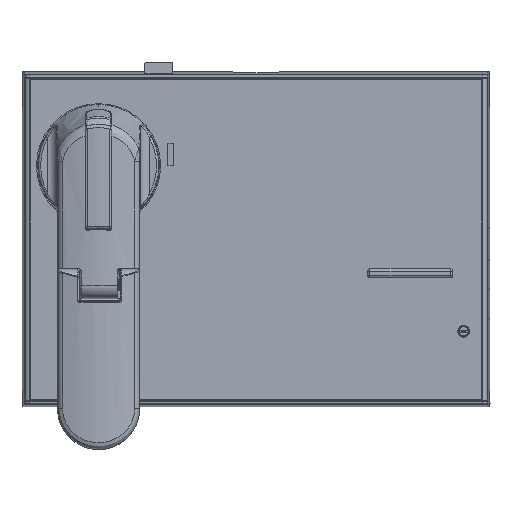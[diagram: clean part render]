
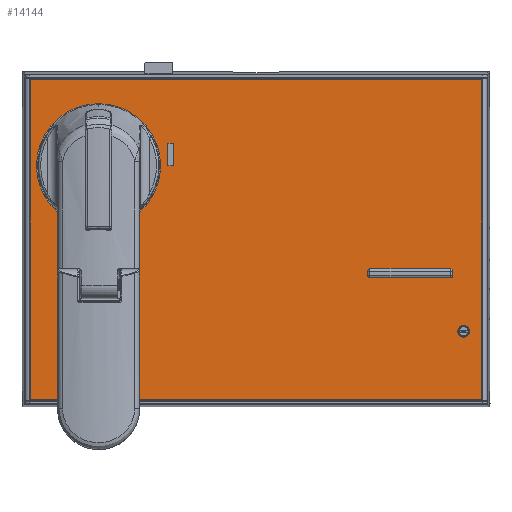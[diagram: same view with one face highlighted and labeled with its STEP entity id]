
A CAD part, left-side view. The second image highlights one B-rep face of the part: STEP entity #14144.
In plain terms, the highlighted planar face has unit normal (-1, 0, 0).
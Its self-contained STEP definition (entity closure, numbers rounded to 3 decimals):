
#1268=DIRECTION('',(0.,0.,1.));
#1269=VECTOR('',#1268,143.);
#1270=CARTESIAN_POINT('',(-97.2,101.,
-41.55));
#1271=LINE('',#1270,#1269);
#1272=DIRECTION('',(0.,-1.,0.));
#1273=VECTOR('',#1272,202.);
#1274=CARTESIAN_POINT('',(-97.2,101.,101.45));
#1275=LINE('',#1274,#1273);
#1276=DIRECTION('',(0.,0.,-1.));
#1277=VECTOR('',#1276,143.);
#1278=CARTESIAN_POINT('',(-97.2,-101.,
101.45));
#1279=LINE('',#1278,#1277);
#1280=DIRECTION('',(0.,1.,0.));
#1281=VECTOR('',#1280,202.);
#1282=CARTESIAN_POINT('',(-97.2,-101.,
-41.55));
#1283=LINE('',#1282,#1281);
#1284=CARTESIAN_POINT('',(-97.2,-87.,
13.8));
#1285=DIRECTION('',(-1.,0.,0.));
#1286=DIRECTION('',(0.,0.,-1.));
#1287=AXIS2_PLACEMENT_3D('',#1284,#1285,#1286);
#1289=CARTESIAN_POINT('',(-97.2,-87.,
15.8));
#1290=DIRECTION('',(-1.,0.,0.));
#1291=DIRECTION('',(0.,-1.,0.));
#1292=AXIS2_PLACEMENT_3D('',#1289,#1290,#1291);
#1294=CARTESIAN_POINT('',(-97.2,-51.,
15.8));
#1295=DIRECTION('',(-1.,0.,0.));
#1296=DIRECTION('',(0.,0.,1.));
#1297=AXIS2_PLACEMENT_3D('',#1294,#1295,#1296);
#1299=CARTESIAN_POINT('',(-97.2,-51.,
13.8));
#1300=DIRECTION('',(-1.,0.,0.));
#1301=DIRECTION('',(0.,1.,0.));
#1302=AXIS2_PLACEMENT_3D('',#1299,#1300,#1301);
#1304=CARTESIAN_POINT('',(-97.2,-93.,
-11.1));
#1305=DIRECTION('',(-1.,0.,0.));
#1306=DIRECTION('',(0.,1.,0.));
#1307=AXIS2_PLACEMENT_3D('',#1304,#1305,#1306);
#1309=CARTESIAN_POINT('',(-97.2,-93.,
-11.1));
#1310=DIRECTION('',(-1.,0.,0.));
#1311=DIRECTION('',(0.,-1.,0.));
#1312=AXIS2_PLACEMENT_3D('',#1309,#1310,#1311);
#1314=CARTESIAN_POINT('',(-97.2,70.5,63.));
#1315=DIRECTION('',(-1.,0.,0.));
#1316=DIRECTION('',(0.,1.,0.));
#1317=AXIS2_PLACEMENT_3D('',#1314,#1315,#1316);
#1319=CARTESIAN_POINT('',(-97.2,70.5,63.));
#1320=DIRECTION('',(-1.,0.,0.));
#1321=DIRECTION('',(0.,-1.,0.));
#1322=AXIS2_PLACEMENT_3D('',#1319,#1320,#1321);
#1324=DIRECTION('',(0.,1.,0.));
#1325=VECTOR('',#1324,36.);
#1326=CARTESIAN_POINT('',(-97.2,-87.,
12.8));
#1327=LINE('',#1326,#1325);
#1332=DIRECTION('',(0.,0.,1.));
#1333=VECTOR('',#1332,2.);
#1334=CARTESIAN_POINT('',(-97.2,-50.,
13.8));
#1335=LINE('',#1334,#1333);
#1344=DIRECTION('',(0.,-1.,0.));
#1345=VECTOR('',#1344,36.);
#1346=CARTESIAN_POINT('',(-97.2,-51.,
16.8));
#1347=LINE('',#1346,#1345);
#1356=DIRECTION('',(0.,0.,-1.));
#1357=VECTOR('',#1356,2.);
#1358=CARTESIAN_POINT('',(-97.2,-88.,
15.8));
#1359=LINE('',#1358,#1357);
#1464=DIRECTION('',(0.,-1.,0.));
#1465=VECTOR('',#1464,2.5);
#1466=CARTESIAN_POINT('',(-97.2,39.5,73.));
#1467=LINE('',#1466,#1465);
#1480=DIRECTION('',(0.,0.,-1.));
#1481=VECTOR('',#1480,10.);
#1482=CARTESIAN_POINT('',(-97.2,37.,73.));
#1483=LINE('',#1482,#1481);
#1492=DIRECTION('',(0.,1.,0.));
#1493=VECTOR('',#1492,2.5);
#1494=CARTESIAN_POINT('',(-97.2,37.,63.));
#1495=LINE('',#1494,#1493);
#1504=DIRECTION('',(0.,0.,1.));
#1505=VECTOR('',#1504,10.);
#1506=CARTESIAN_POINT('',(-97.2,39.5,63.));
#1507=LINE('',#1506,#1505);
#10507=CARTESIAN_POINT('',(-97.2,101.,
-41.55));
#10508=VERTEX_POINT('',#10507);
#10509=CARTESIAN_POINT('',(-97.2,101.,
101.45));
#10510=VERTEX_POINT('',#10509);
#10511=CARTESIAN_POINT('',(-97.2,-101.,
101.45));
#10512=VERTEX_POINT('',#10511);
#10513=CARTESIAN_POINT('',(-97.2,-101.,
-41.55));
#10514=VERTEX_POINT('',#10513);
#10515=CARTESIAN_POINT('',(-97.2,-87.,
12.8));
#10516=CARTESIAN_POINT('',(-97.2,-88.,
13.8));
#10517=VERTEX_POINT('',#10515);
#10518=VERTEX_POINT('',#10516);
#10519=CARTESIAN_POINT('',(-97.2,-88.,
15.8));
#10520=CARTESIAN_POINT('',(-97.2,-87.,
16.8));
#10521=VERTEX_POINT('',#10519);
#10522=VERTEX_POINT('',#10520);
#10523=CARTESIAN_POINT('',(-97.2,-51.,
16.8));
#10524=CARTESIAN_POINT('',(-97.2,-50.,
15.8));
#10525=VERTEX_POINT('',#10523);
#10526=VERTEX_POINT('',#10524);
#10527=CARTESIAN_POINT('',(-97.2,-50.,
13.8));
#10528=VERTEX_POINT('',#10527);
#10529=CARTESIAN_POINT('',(-97.2,-51.,
12.8));
#10530=VERTEX_POINT('',#10529);
#10531=CARTESIAN_POINT('',(-97.2,39.5,
73.));
#10532=CARTESIAN_POINT('',(-97.2,37.,
73.));
#10533=VERTEX_POINT('',#10531);
#10534=VERTEX_POINT('',#10532);
#10535=CARTESIAN_POINT('',(-97.2,39.5,
63.));
#10536=VERTEX_POINT('',#10535);
#10537=CARTESIAN_POINT('',(-97.2,37.,
63.));
#10538=VERTEX_POINT('',#10537);
#10539=CARTESIAN_POINT('',(-97.2,-90.35,
-11.1));
#10540=CARTESIAN_POINT('',(-97.2,-95.65,
-11.1));
#10541=VERTEX_POINT('',#10539);
#10542=VERTEX_POINT('',#10540);
#10543=CARTESIAN_POINT('',(-97.2,98.3,
63.));
#10544=CARTESIAN_POINT('',(-97.2,42.7,
63.));
#10545=VERTEX_POINT('',#10543);
#10546=VERTEX_POINT('',#10544);
#14093=CARTESIAN_POINT('',(-97.2,0.,
29.95));
#14094=DIRECTION('',(1.,0.,0.));
#14095=DIRECTION('',(0.,-1.,0.));
#14096=AXIS2_PLACEMENT_3D('',#14093,#14094,#14095);
#14097=PLANE('',#14096);
#14098=ORIENTED_EDGE('',*,*,#14045,.T.);
#14099=ORIENTED_EDGE('',*,*,#14060,.T.);
#14100=ORIENTED_EDGE('',*,*,#14074,.T.);
#14101=ORIENTED_EDGE('',*,*,#14087,.T.);
#14102=EDGE_LOOP('',(#14098,#14099,#14100,#14101));
#14103=FACE_OUTER_BOUND('',#14102,.F.);
#14105=ORIENTED_EDGE('',*,*,#14104,.F.);
#14107=ORIENTED_EDGE('',*,*,#14106,.T.);
#14109=ORIENTED_EDGE('',*,*,#14108,.F.);
#14111=ORIENTED_EDGE('',*,*,#14110,.T.);
#14113=ORIENTED_EDGE('',*,*,#14112,.F.);
#14115=ORIENTED_EDGE('',*,*,#14114,.T.);
#14117=ORIENTED_EDGE('',*,*,#14116,.F.);
#14119=ORIENTED_EDGE('',*,*,#14118,.T.);
#14120=EDGE_LOOP('',(#14105,#14107,#14109,#14111,#14113,#14115,#14117,#14119));
#14121=FACE_BOUND('',#14120,.F.);
#14123=ORIENTED_EDGE('',*,*,#14122,.F.);
#14125=ORIENTED_EDGE('',*,*,#14124,.F.);
#14127=ORIENTED_EDGE('',*,*,#14126,.F.);
#14129=ORIENTED_EDGE('',*,*,#14128,.F.);
#14130=EDGE_LOOP('',(#14123,#14125,#14127,#14129));
#14131=FACE_BOUND('',#14130,.F.);
#14133=ORIENTED_EDGE('',*,*,#14132,.T.);
#14135=ORIENTED_EDGE('',*,*,#14134,.T.);
#14136=EDGE_LOOP('',(#14133,#14135));
#14137=FACE_BOUND('',#14136,.F.);
#14139=ORIENTED_EDGE('',*,*,#14138,.T.);
#14141=ORIENTED_EDGE('',*,*,#14140,.T.);
#14142=EDGE_LOOP('',(#14139,#14141));
#14143=FACE_BOUND('',#14142,.F.);
#1288=CIRCLE('',#1287,1.);
#1293=CIRCLE('',#1292,1.);
#1298=CIRCLE('',#1297,1.);
#1303=CIRCLE('',#1302,1.);
#1308=CIRCLE('',#1307,2.65);
#1313=CIRCLE('',#1312,2.65);
#1318=CIRCLE('',#1317,27.8);
#1323=CIRCLE('',#1322,27.8);
#14045=EDGE_CURVE('',#10508,#10510,#1271,.T.);
#14060=EDGE_CURVE('',#10510,#10512,#1275,.T.);
#14074=EDGE_CURVE('',#10512,#10514,#1279,.T.);
#14087=EDGE_CURVE('',#10514,#10508,#1283,.T.);
#14104=EDGE_CURVE('',#10517,#10530,#1327,.T.);
#14106=EDGE_CURVE('',#10517,#10518,#1288,.T.);
#14108=EDGE_CURVE('',#10521,#10518,#1359,.T.);
#14110=EDGE_CURVE('',#10521,#10522,#1293,.T.);
#14112=EDGE_CURVE('',#10525,#10522,#1347,.T.);
#14114=EDGE_CURVE('',#10525,#10526,#1298,.T.);
#14116=EDGE_CURVE('',#10528,#10526,#1335,.T.);
#14118=EDGE_CURVE('',#10528,#10530,#1303,.T.);
#14122=EDGE_CURVE('',#10533,#10534,#1467,.T.);
#14124=EDGE_CURVE('',#10536,#10533,#1507,.T.);
#14126=EDGE_CURVE('',#10538,#10536,#1495,.T.);
#14128=EDGE_CURVE('',#10534,#10538,#1483,.T.);
#14132=EDGE_CURVE('',#10541,#10542,#1308,.T.);
#14134=EDGE_CURVE('',#10542,#10541,#1313,.T.);
#14138=EDGE_CURVE('',#10545,#10546,#1318,.T.);
#14140=EDGE_CURVE('',#10546,#10545,#1323,.T.);
#14144=ADVANCED_FACE('',(#14103,#14121,#14131,#14137,#14143),#14097,.F.);
